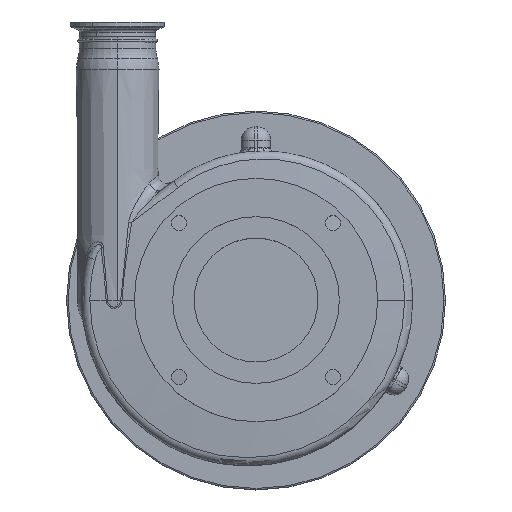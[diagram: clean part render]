
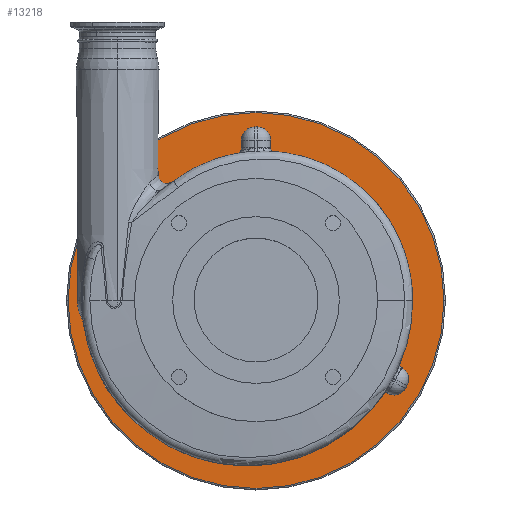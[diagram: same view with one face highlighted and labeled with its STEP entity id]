
A CAD part, top view. The second image highlights one B-rep face of the part: STEP entity #13218.
In plain terms, the highlighted planar face has unit normal (0, 0, 1).
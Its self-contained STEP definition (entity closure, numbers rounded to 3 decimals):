
#12 = EDGE_CURVE ( 'NONE', #9186, #10789, #6859, .T. ) ;
#120 = CARTESIAN_POINT ( 'NONE',  ( 94.397, -54.5, -58.5 ) ) ;
#422 = CARTESIAN_POINT ( 'NONE',  ( 129., 0., -58.5 ) ) ;
#469 = CARTESIAN_POINT ( 'NONE',  ( -10., 109., -58.5 ) ) ;
#952 = DIRECTION ( 'NONE',  ( -1., 0., 0. ) ) ;
#958 = DIRECTION ( 'NONE',  ( 0., 0., 1. ) ) ;
#1022 = AXIS2_PLACEMENT_3D ( 'NONE', #12431, #5772, #9994 ) ;
#1050 = ORIENTED_EDGE ( 'NONE', *, *, #4983, .T. ) ;
#1143 = DIRECTION ( 'NONE',  ( 0., 0., 1. ) ) ;
#1213 = ORIENTED_EDGE ( 'NONE', *, *, #3736, .T. ) ;
#1265 = EDGE_CURVE ( 'NONE', #10789, #9186, #13134, .T. ) ;
#1279 = EDGE_CURVE ( 'NONE', #11265, #13988, #12651, .T. ) ;
#1377 = DIRECTION ( 'NONE',  ( -1., 0., 0. ) ) ;
#1511 = AXIS2_PLACEMENT_3D ( 'NONE', #7291, #1784, #3097 ) ;
#1579 = CARTESIAN_POINT ( 'NONE',  ( -84.397, -54.5, -58.5 ) ) ;
#1613 = CIRCLE ( 'NONE', #2069, 10. ) ;
#1784 = DIRECTION ( 'NONE',  ( 0., 0., -1. ) ) ;
#1880 = CARTESIAN_POINT ( 'NONE',  ( 10., 109., -58.5 ) ) ;
#2043 = CARTESIAN_POINT ( 'NONE',  ( -94.397, -54.5, -58.5 ) ) ;
#2069 = AXIS2_PLACEMENT_3D ( 'NONE', #120, #5567, #10005 ) ;
#2964 = DIRECTION ( 'NONE',  ( -1., 0., 0. ) ) ;
#3097 = DIRECTION ( 'NONE',  ( -1., 0., 0. ) ) ;
#3146 = CARTESIAN_POINT ( 'NONE',  ( 0., 0., -58.5 ) ) ;
#3461 = CARTESIAN_POINT ( 'NONE',  ( -97., 0., -58.5 ) ) ;
#3549 = FACE_BOUND ( 'NONE', #4194, .T. ) ;
#3719 = ORIENTED_EDGE ( 'NONE', *, *, #1265, .T. ) ;
#3736 = EDGE_CURVE ( 'NONE', #5270, #13928, #13619, .T. ) ;
#3753 = EDGE_LOOP ( 'NONE', ( #3719, #12889 ) ) ;
#3826 = DIRECTION ( 'NONE',  ( 0., 0., -1. ) ) ;
#3927 = AXIS2_PLACEMENT_3D ( 'NONE', #3146, #958, #7553 ) ;
#4194 = EDGE_LOOP ( 'NONE', ( #1213, #1050 ) ) ;
#4278 = ORIENTED_EDGE ( 'NONE', *, *, #9223, .T. ) ;
#4452 = DIRECTION ( 'NONE',  ( 1., 0., 0. ) ) ;
#4596 = AXIS2_PLACEMENT_3D ( 'NONE', #11070, #1143, #4452 ) ;
#4983 = EDGE_CURVE ( 'NONE', #13928, #5270, #5208, .T. ) ;
#5097 = CARTESIAN_POINT ( 'NONE',  ( 0., 109., -58.5 ) ) ;
#5167 = DIRECTION ( 'NONE',  ( -1., 0., 0. ) ) ;
#5208 = CIRCLE ( 'NONE', #13772, 10. ) ;
#5220 = VERTEX_POINT ( 'NONE', #422 ) ;
#5270 = VERTEX_POINT ( 'NONE', #1579 ) ;
#5405 = ORIENTED_EDGE ( 'NONE', *, *, #1279, .T. ) ;
#5462 = AXIS2_PLACEMENT_3D ( 'NONE', #9452, #11679, #5167 ) ;
#5567 = DIRECTION ( 'NONE',  ( 0., 0., -1. ) ) ;
#5722 = AXIS2_PLACEMENT_3D ( 'NONE', #5097, #7515, #2964 ) ;
#5772 = DIRECTION ( 'NONE',  ( 0., 0., -1. ) ) ;
#5913 = CARTESIAN_POINT ( 'NONE',  ( 0., 0., -58.5 ) ) ;
#6072 = CIRCLE ( 'NONE', #13011, 97. ) ;
#6447 = ORIENTED_EDGE ( 'NONE', *, *, #11190, .T. ) ;
#6859 = CIRCLE ( 'NONE', #5462, 10. ) ;
#6863 = DIRECTION ( 'NONE',  ( -1., 0., 0. ) ) ;
#7291 = CARTESIAN_POINT ( 'NONE',  ( -94.397, -54.5, -58.5 ) ) ;
#7298 = CARTESIAN_POINT ( 'NONE',  ( 94.397, -54.5, -58.5 ) ) ;
#7373 = DIRECTION ( 'NONE',  ( 0., 0., -1. ) ) ;
#7475 = AXIS2_PLACEMENT_3D ( 'NONE', #5913, #3826, #6863 ) ;
#7515 = DIRECTION ( 'NONE',  ( 0., 0., -1. ) ) ;
#7553 = DIRECTION ( 'NONE',  ( 1., 0., 0. ) ) ;
#7568 = EDGE_CURVE ( 'NONE', #13988, #11265, #1613, .T. ) ;
#7968 = FACE_OUTER_BOUND ( 'NONE', #13227, .T. ) ;
#8041 = CARTESIAN_POINT ( 'NONE',  ( 104.397, -54.5, -58.5 ) ) ;
#8525 = VERTEX_POINT ( 'NONE', #3461 ) ;
#8752 = ORIENTED_EDGE ( 'NONE', *, *, #9070, .T. ) ;
#9046 = FACE_BOUND ( 'NONE', #3753, .T. ) ;
#9070 = EDGE_CURVE ( 'NONE', #14344, #5220, #14106, .T. ) ;
#9092 = CIRCLE ( 'NONE', #7475, 97. ) ;
#9186 = VERTEX_POINT ( 'NONE', #469 ) ;
#9223 = EDGE_CURVE ( 'NONE', #5220, #14344, #13861, .T. ) ;
#9452 = CARTESIAN_POINT ( 'NONE',  ( 0., 109., -58.5 ) ) ;
#9899 = ORIENTED_EDGE ( 'NONE', *, *, #11862, .T. ) ;
#9994 = DIRECTION ( 'NONE',  ( -1., 0., 0. ) ) ;
#10005 = DIRECTION ( 'NONE',  ( -1., 0., 0. ) ) ;
#10065 = FACE_BOUND ( 'NONE', #10404, .T. ) ;
#10211 = CARTESIAN_POINT ( 'NONE',  ( 97., 0., -58.5 ) ) ;
#10404 = EDGE_LOOP ( 'NONE', ( #10804, #5405 ) ) ;
#10789 = VERTEX_POINT ( 'NONE', #1880 ) ;
#10804 = ORIENTED_EDGE ( 'NONE', *, *, #7568, .T. ) ;
#10849 = EDGE_LOOP ( 'NONE', ( #9899, #6447 ) ) ;
#10900 = CARTESIAN_POINT ( 'NONE',  ( -129., 0., -58.5 ) ) ;
#11070 = CARTESIAN_POINT ( 'NONE',  ( 0., 0., -58.5 ) ) ;
#11190 = EDGE_CURVE ( 'NONE', #8525, #13973, #9092, .T. ) ;
#11265 = VERTEX_POINT ( 'NONE', #13794 ) ;
#11284 = PLANE ( 'NONE',  #1022 ) ;
#11352 = CARTESIAN_POINT ( 'NONE',  ( 0., 0., -58.5 ) ) ;
#11679 = DIRECTION ( 'NONE',  ( 0., 0., -1. ) ) ;
#11862 = EDGE_CURVE ( 'NONE', #13973, #8525, #6072, .T. ) ;
#12431 = CARTESIAN_POINT ( 'NONE',  ( 0., 64.295, -58.5 ) ) ;
#12651 = CIRCLE ( 'NONE', #12888, 10. ) ;
#12888 = AXIS2_PLACEMENT_3D ( 'NONE', #7298, #7373, #14243 ) ;
#12889 = ORIENTED_EDGE ( 'NONE', *, *, #12, .T. ) ;
#13011 = AXIS2_PLACEMENT_3D ( 'NONE', #11352, #13662, #1377 ) ;
#13100 = DIRECTION ( 'NONE',  ( 0., 0., -1. ) ) ;
#13134 = CIRCLE ( 'NONE', #5722, 10. ) ;
#13218 = ADVANCED_FACE ( 'NONE', ( #9046, #3549, #10065, #13522, #7968 ), #11284, .F. ) ;
#13227 = EDGE_LOOP ( 'NONE', ( #4278, #8752 ) ) ;
#13522 = FACE_BOUND ( 'NONE', #10849, .T. ) ;
#13619 = CIRCLE ( 'NONE', #1511, 10. ) ;
#13662 = DIRECTION ( 'NONE',  ( 0., 0., -1. ) ) ;
#13772 = AXIS2_PLACEMENT_3D ( 'NONE', #2043, #13100, #952 ) ;
#13794 = CARTESIAN_POINT ( 'NONE',  ( 84.397, -54.5, -58.5 ) ) ;
#13861 = CIRCLE ( 'NONE', #3927, 129. ) ;
#13928 = VERTEX_POINT ( 'NONE', #14138 ) ;
#13973 = VERTEX_POINT ( 'NONE', #10211 ) ;
#13988 = VERTEX_POINT ( 'NONE', #8041 ) ;
#14106 = CIRCLE ( 'NONE', #4596, 129. ) ;
#14138 = CARTESIAN_POINT ( 'NONE',  ( -104.397, -54.5, -58.5 ) ) ;
#14243 = DIRECTION ( 'NONE',  ( -1., 0., 0. ) ) ;
#14344 = VERTEX_POINT ( 'NONE', #10900 ) ;
